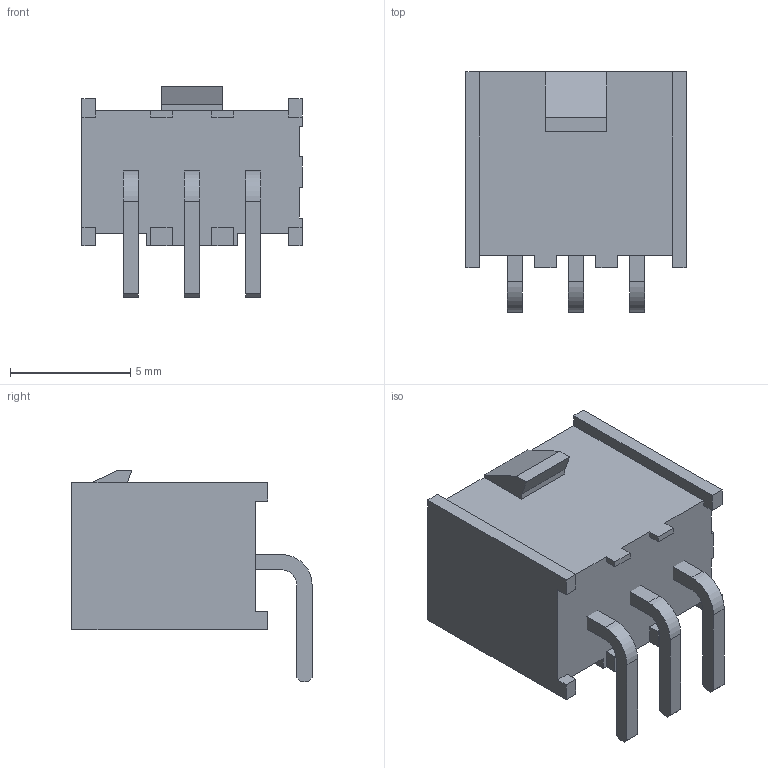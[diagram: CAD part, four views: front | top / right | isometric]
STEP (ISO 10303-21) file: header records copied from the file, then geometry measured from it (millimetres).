
FILE_DESCRIPTION( ( 'STEP AP214' ), '1' );
FILE_NAME( 'IPL1-103-01-L-S-RA-K.stp', '2019-10-10T03:17:06', ( '' ), ( '' ), ' ', 'PARTsolutions', ' ' );
FILE_SCHEMA( ( 'AUTOMOTIVE_DESIGN { 1 0 10303 214 1 1 1 1 }' ) );
Length unit declared in the file: inch
Products named in the file (3): IPL1-103-01-L-S-RA-K; _IPL1-103-01-S-RA-K_header; _T-1S64-01-03-S-RA
Assembly tree (2 placements, depth 2):
  IPL1-103-01-L-S-RA-K
    _IPL1-103-01-S-RA-K_header
    _T-1S64-01-03-S-RA
Bounding box: 9.14 x 9.97 x 8.76 mm (x, y, z)
Volume: 283.8 mm3; surface area: 650.4 mm2
Topology: 2 solids, 2 shells, 123 faces, 354 edges, 236 vertices
Faces by surface type: plane 117, cylinder 6
Entity records: 4998 total; most frequent: CARTESIAN_POINT 716, ORIENTED_EDGE 708, DIRECTION 618, EDGE_CURVE 354, LINE 342, VECTOR 342, VERTEX_POINT 236, AXIS2_PLACEMENT_3D 138
